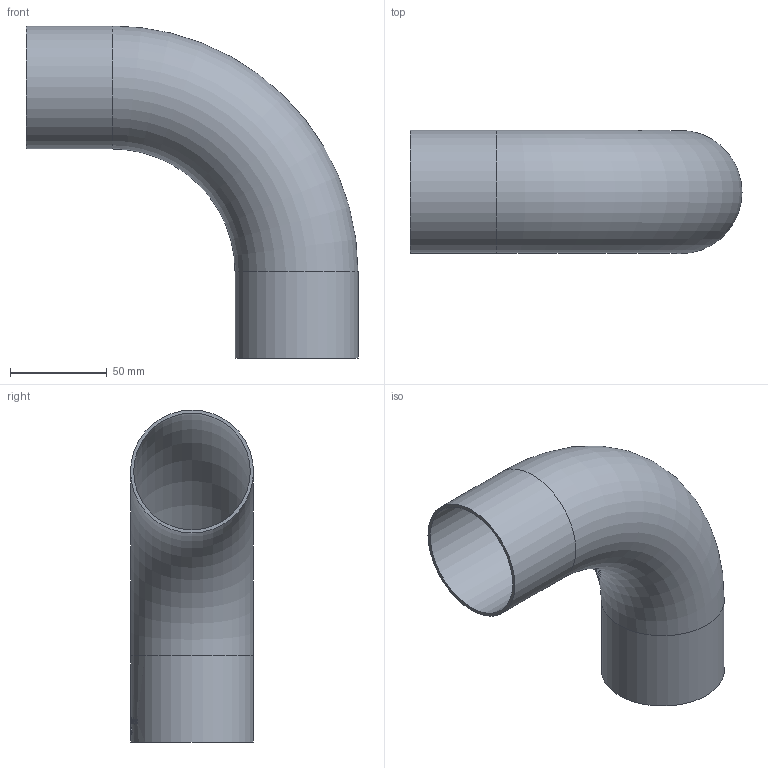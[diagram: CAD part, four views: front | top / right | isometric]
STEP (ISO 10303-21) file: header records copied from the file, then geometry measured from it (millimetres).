
FILE_DESCRIPTION(/* description */ (''),/* implementation_level */ '2;1');
FILE_NAME(/* name */ 'S2S-25.stp',/* time_stamp */ '2018-11-16T10:17:03-05:00',/* author */ ('rick'),/* organization */ (''),/* preprocessor_version */ 'ST-DEVELOPER v15.2',/* originating_system */ 'Autodesk Inventor 2014',/* authorisation */ '');
FILE_SCHEMA (('AUTOMOTIVE_DESIGN { 1 0 10303 214 3 1 1 }'));
Length unit declared in the file: inch
Products named in the file (1): S2S-25
Bounding box: 171.45 x 63.5 x 171.45 mm (x, y, z)
Volume: 76510.2 mm3; surface area: 93363.4 mm2
Topology: 1 solids, 1 shells, 338 faces, 920 edges, 613 vertices
Faces by surface type: bspline 186, plane 117, cylinder 33, torus 2
Full cylindrical faces by diameter (mm): 60.198 x2, 63.5 x2
Entity records: 14049 total; most frequent: CARTESIAN_POINT 6642, ORIENTED_EDGE 1822, DIRECTION 977, EDGE_CURVE 911, VERTEX_POINT 610, LINE 407, VECTOR 407, EDGE_LOOP 375
